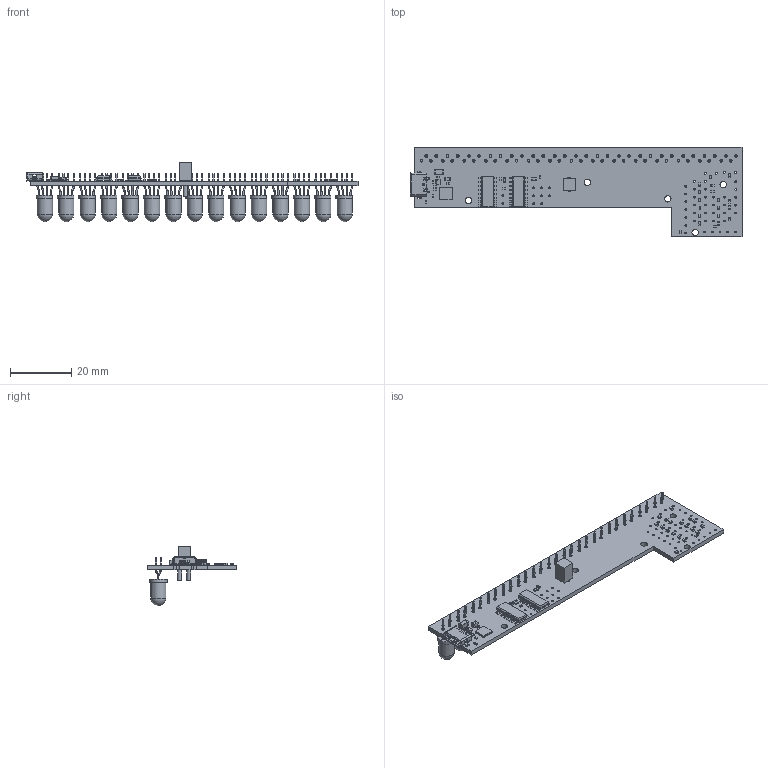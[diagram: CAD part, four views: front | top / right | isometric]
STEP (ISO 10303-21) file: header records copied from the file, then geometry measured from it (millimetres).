
FILE_DESCRIPTION(('KiCad electronic assembly'),'2;1');
FILE_NAME('gt3.step','2025-07-01T20:49:44',('Pcbnew'),('Kicad'), 'Open CASCADE STEP processor 7.8','KiCad to STEP converter','Unknown' );
FILE_SCHEMA(('AUTOMOTIVE_DESIGN { 1 0 10303 214 1 1 1 1 }'));
Length unit declared in the file: millimetre
Products named in the file (18): gt3 1; CDSQR4148-HF; R_0603_1608Metric; gt3 1.5; STM32F042G6U7; R_0402_1005Metric; L_0805_2012Metric; C_0402_1005Metric; SOT-563; C_1206_3216Metric; 360272; Body; Leads; 475900001; SOLID; COMPOUND; LED_D5.0mm-4_RGB_Staggered_Pins; gt3_PCB
Assembly tree (59 placements, depth 3):
  gt3 1
    CDSQR4148-HF  x19
    R_0603_1608Metric  x2
    gt3 1.5  x2
    STM32F042G6U7
    R_0402_1005Metric  x6
    L_0805_2012Metric
    C_0402_1005Metric  x4
    SOT-563
    C_1206_3216Metric
    360272
      Body
      Leads
    475900001
      SOLID
      COMPOUND
    LED_D5.0mm-4_RGB_Staggered_Pins  x15
    gt3_PCB
Bounding box: 108.5 x 29.35 x 19.38 mm (x, y, z)
Volume: 6162.9 mm3; surface area: 9588.6 mm2
Topology: 174 solids, 174 shells, 3890 faces, 9490 edges, 5960 vertices
Faces by surface type: plane 2646, cylinder 847, bspline 230, sphere 167
Full cylindrical faces by diameter (mm): 0.25 x1, 0.6 x51, 0.9 x60, 1.3 x2, 1.5 x2, 2.1 x5, 5 x15
Entity records: 58859 total; most frequent: CARTESIAN_POINT 11974, ORIENTED_EDGE 9108, DIRECTION 8971, EDGE_CURVE 4554, LINE 3577, VECTOR 3577, VERTEX_POINT 2986, AXIS2_PLACEMENT_3D 2697
